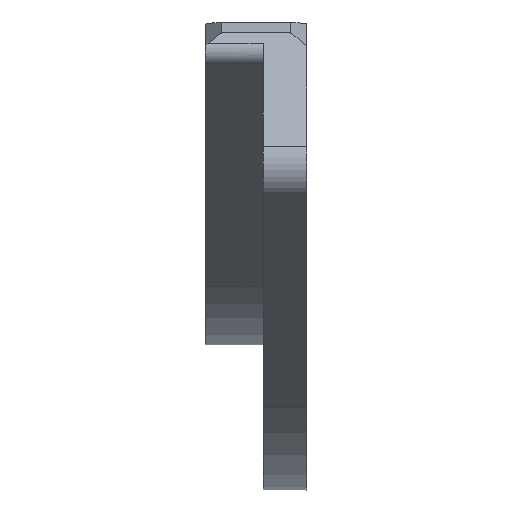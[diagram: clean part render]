
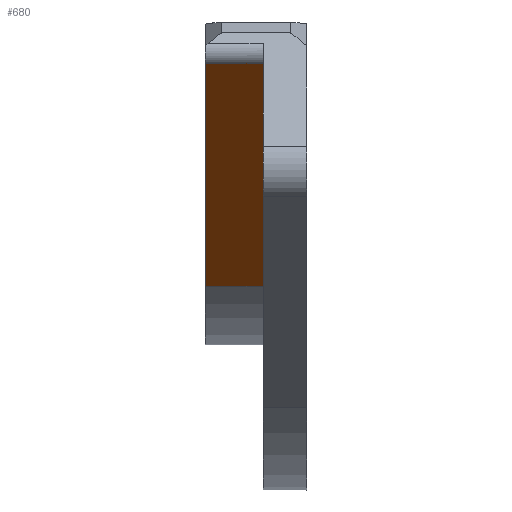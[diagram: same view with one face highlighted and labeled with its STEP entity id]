
A CAD part, front view. The second image highlights one B-rep face of the part: STEP entity #680.
In plain terms, the highlighted planar face has unit normal (0, -0.547, -0.837).
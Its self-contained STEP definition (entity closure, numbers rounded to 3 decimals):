
#653=AXIS2_PLACEMENT_3D('Plane Axis2P3D',#650,#651,#652) ;
#336=CARTESIAN_POINT('Vertex',(1.,-119.289,-5.862)) ;
#339=CARTESIAN_POINT('Line Origine',(1.,-95.687,-21.304)) ;
#343=CARTESIAN_POINT('Vertex',(1.,-72.086,-36.746)) ;
#650=CARTESIAN_POINT('Axis2P3D Location',(1.,-120.962,-4.767)) ;
#655=CARTESIAN_POINT('Line Origine',(-7.,-95.687,-21.304)) ;
#659=CARTESIAN_POINT('Vertex',(-7.,-119.289,-5.862)) ;
#661=CARTESIAN_POINT('Vertex',(-7.,-72.086,-36.746)) ;
#664=CARTESIAN_POINT('Line Origine',(-3.,-72.086,-36.746)) ;
#669=CARTESIAN_POINT('Line Origine',(-3.,-119.289,-5.862)) ;
#340=DIRECTION('Vector Direction',(0.,0.837,-0.548)) ;
#651=DIRECTION('Axis2P3D Direction',(-0.,-0.548,-0.837)) ;
#652=DIRECTION('Axis2P3D XDirection',(-1.,0.,0.)) ;
#656=DIRECTION('Vector Direction',(0.,0.837,-0.548)) ;
#665=DIRECTION('Vector Direction',(-1.,0.,0.)) ;
#670=DIRECTION('Vector Direction',(-1.,0.,0.)) ;
#341=VECTOR('Line Direction',#340,1.) ;
#657=VECTOR('Line Direction',#656,1.) ;
#666=VECTOR('Line Direction',#665,1.) ;
#671=VECTOR('Line Direction',#670,1.) ;
#675=ORIENTED_EDGE('',*,*,#663,.T.) ;
#676=ORIENTED_EDGE('',*,*,#668,.T.) ;
#677=ORIENTED_EDGE('',*,*,#345,.F.) ;
#678=ORIENTED_EDGE('',*,*,#673,.F.) ;
#680=ADVANCED_FACE('Corps principal',(#679),#654,.T.) ;
#345=EDGE_CURVE('',#337,#344,#342,.T.) ;
#663=EDGE_CURVE('',#660,#662,#658,.T.) ;
#668=EDGE_CURVE('',#662,#344,#667,.F.) ;
#673=EDGE_CURVE('',#660,#337,#672,.F.) ;
#674=EDGE_LOOP('',(#675,#676,#677,#678)) ;
#679=FACE_OUTER_BOUND('',#674,.T.) ;
#342=LINE('Line',#339,#341) ;
#658=LINE('Line',#655,#657) ;
#667=LINE('Line',#664,#666) ;
#672=LINE('Line',#669,#671) ;
#654=PLANE('',#653) ;
#337=VERTEX_POINT('',#336) ;
#344=VERTEX_POINT('',#343) ;
#660=VERTEX_POINT('',#659) ;
#662=VERTEX_POINT('',#661) ;
